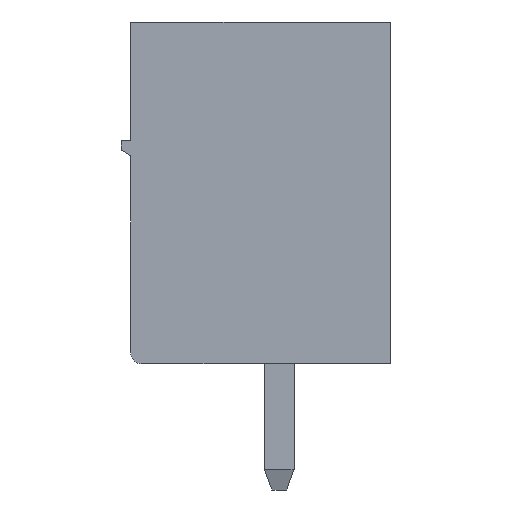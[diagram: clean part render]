
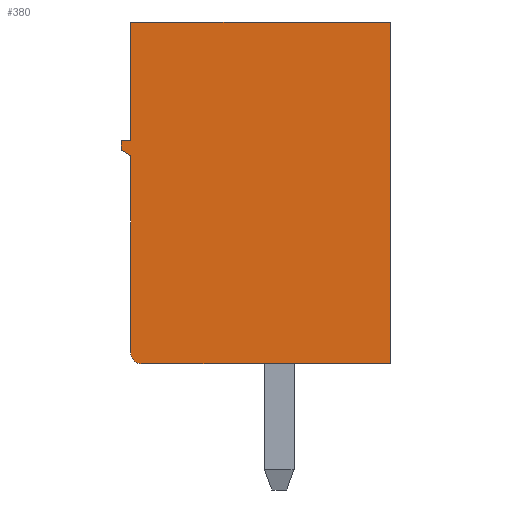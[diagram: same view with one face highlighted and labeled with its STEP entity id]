
A CAD part, left-side view. The second image highlights one B-rep face of the part: STEP entity #380.
In plain terms, the highlighted planar face has unit normal (-1, 0, 0).
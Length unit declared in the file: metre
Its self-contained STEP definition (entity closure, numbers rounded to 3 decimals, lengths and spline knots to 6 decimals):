
#380=ADVANCED_FACE('',(#891),#892,.T.);
#891=FACE_OUTER_BOUND('',#1531,.T.);
#892=PLANE('',#1532);
#1531=EDGE_LOOP('',(#2661,#2662,#2663,#2664,#2665,#2666,#2667,#2668,#2669));
#1532=AXIS2_PLACEMENT_3D('',#2670,#2671,#2672);
#2661=ORIENTED_EDGE('',*,*,#3828,.F.);
#2662=ORIENTED_EDGE('',*,*,#3832,.F.);
#2663=ORIENTED_EDGE('',*,*,#3836,.F.);
#2664=ORIENTED_EDGE('',*,*,#3840,.F.);
#2665=ORIENTED_EDGE('',*,*,#3844,.T.);
#2666=ORIENTED_EDGE('',*,*,#3938,.T.);
#2667=ORIENTED_EDGE('',*,*,#3912,.T.);
#2668=ORIENTED_EDGE('',*,*,#3862,.T.);
#2669=ORIENTED_EDGE('',*,*,#3824,.F.);
#2670=CARTESIAN_POINT('',(-1.087027,0.01036,-0.008267));
#2671=DIRECTION('',(-1.0,0.,0.0));
#2672=DIRECTION('',(0.,-1.0,0.0));
#3824=EDGE_CURVE('',#4568,#4564,#4570,.T.);
#3828=EDGE_CURVE('',#4574,#4568,#4576,.T.);
#3832=EDGE_CURVE('',#4580,#4574,#4582,.T.);
#3836=EDGE_CURVE('',#4586,#4580,#4588,.T.);
#3840=EDGE_CURVE('',#4592,#4586,#4594,.T.);
#3844=EDGE_CURVE('',#4592,#4598,#4600,.T.);
#3862=EDGE_CURVE('',#4631,#4564,#4634,.T.);
#3912=EDGE_CURVE('',#4732,#4631,#4733,.T.);
#3938=EDGE_CURVE('',#4598,#4732,#4776,.T.);
#4564=VERTEX_POINT('',#5641);
#4568=VERTEX_POINT('',#5647);
#4570=LINE('',#5650,#5651);
#4574=VERTEX_POINT('',#5656);
#4576=LINE('',#5659,#5660);
#4580=VERTEX_POINT('',#5665);
#4582=LINE('',#5668,#5669);
#4586=VERTEX_POINT('',#5674);
#4588=LINE('',#5677,#5678);
#4592=VERTEX_POINT('',#5683);
#4594=LINE('',#5686,#5687);
#4598=VERTEX_POINT('',#5691);
#4600=CIRCLE('',#5694,0.0003);
#4631=VERTEX_POINT('',#5738);
#4634=LINE('',#5743,#5744);
#4732=VERTEX_POINT('',#5886);
#4733=LINE('',#5887,#5888);
#4776=LINE('',#5954,#5955);
#5641=CARTESIAN_POINT('',(-1.087027,0.01086,0.000933));
#5647=CARTESIAN_POINT('',(-1.087027,0.01086,-0.002267));
#5650=CARTESIAN_POINT('',(-1.087027,0.01086,-0.008267));
#5651=VECTOR('',#7177,1.0);
#5656=CARTESIAN_POINT('',(-1.087027,0.01111,-0.002267));
#5659=CARTESIAN_POINT('',(-1.087027,0.01036,-0.002267));
#5660=VECTOR('',#7180,1.0);
#5665=CARTESIAN_POINT('',(-1.087027,0.01111,-0.002517));
#5668=CARTESIAN_POINT('',(-1.087027,0.01111,-0.008267));
#5669=VECTOR('',#7183,1.0);
#5674=CARTESIAN_POINT('',(-1.087027,0.01086,-0.002667));
#5677=CARTESIAN_POINT('',(-1.087027,0.008021,-0.00437));
#5678=VECTOR('',#7186,1.0);
#5683=CARTESIAN_POINT('',(-1.087027,0.01086,-0.007967));
#5686=CARTESIAN_POINT('',(-1.087027,0.01086,-0.008267));
#5687=VECTOR('',#7189,1.0);
#5691=CARTESIAN_POINT('',(-1.087027,0.01056,-0.008267));
#5694=AXIS2_PLACEMENT_3D('',#7194,#7195,#7196);
#5738=CARTESIAN_POINT('',(-1.087027,0.00386,0.000933));
#5743=CARTESIAN_POINT('',(-1.087027,0.01036,0.000933));
#5744=VECTOR('',#7215,1.0);
#5886=CARTESIAN_POINT('',(-1.087027,0.00386,-0.008267));
#5887=CARTESIAN_POINT('',(-1.087027,0.00386,-0.008267));
#5888=VECTOR('',#7272,1.0);
#5954=CARTESIAN_POINT('',(-1.087027,0.01036,-0.008267));
#5955=VECTOR('',#7299,1.0);
#7177=DIRECTION('',(0.,0.,1.0));
#7180=DIRECTION('',(0.,-1.0,0.));
#7183=DIRECTION('',(0.,0.,1.0));
#7186=DIRECTION('',(0.,0.857,0.514));
#7189=DIRECTION('',(0.,0.,1.0));
#7194=CARTESIAN_POINT('',(-1.087027,0.01056,-0.007967));
#7195=DIRECTION('',(-1.0,0.,0.0));
#7196=DIRECTION('',(0.,-1.0,0.0));
#7215=DIRECTION('',(0.,1.0,-0.0));
#7272=DIRECTION('',(0.0,0.0,1.0));
#7299=DIRECTION('',(0.,-1.0,0.0));
